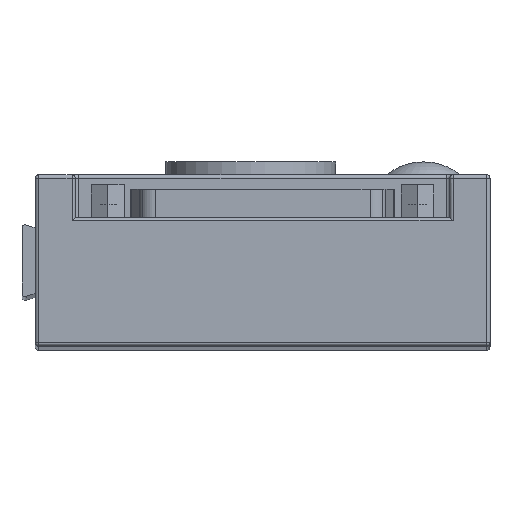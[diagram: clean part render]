
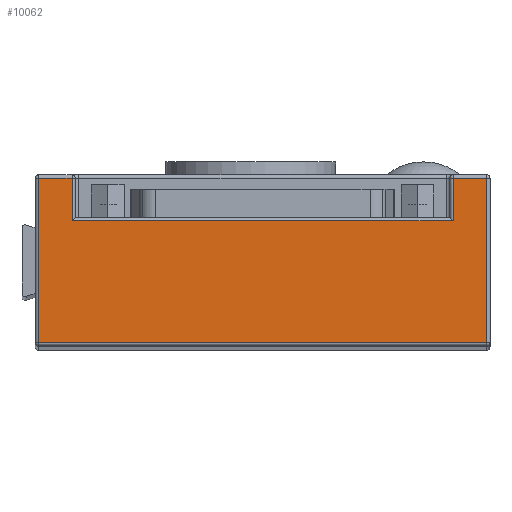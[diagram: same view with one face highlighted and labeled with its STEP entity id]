
A CAD part, top view. The second image highlights one B-rep face of the part: STEP entity #10062.
In plain terms, the highlighted planar face has unit normal (0, 0, 1).
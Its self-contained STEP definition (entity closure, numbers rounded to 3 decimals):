
#1704 = EDGE_CURVE ( 'NONE', #5383, #5384, #9904, .T. ) ;
#1705 = EDGE_CURVE ( 'NONE', #5384, #5385, #9906, .T. ) ;
#1706 = EDGE_CURVE ( 'NONE', #5385, #5386, #9908, .T. ) ;
#1707 = EDGE_CURVE ( 'NONE', #5386, #5387, #9910, .T. ) ;
#1708 = EDGE_CURVE ( 'NONE', #5387, #5388, #9912, .T. ) ;
#1709 = EDGE_CURVE ( 'NONE', #5388, #5389, #9914, .T. ) ;
#1710 = EDGE_CURVE ( 'NONE', #5389, #5390, #9916, .T. ) ;
#1711 = EDGE_CURVE ( 'NONE', #5390, #5383, #9918, .T. ) ;
#1970 = ORIENTED_EDGE ( 'NONE', *, *, #1704, .T. ) ;
#1971 = ORIENTED_EDGE ( 'NONE', *, *, #1705, .T. ) ;
#1972 = ORIENTED_EDGE ( 'NONE', *, *, #1706, .T. ) ;
#1973 = ORIENTED_EDGE ( 'NONE', *, *, #1707, .T. ) ;
#1974 = ORIENTED_EDGE ( 'NONE', *, *, #1708, .T. ) ;
#1975 = ORIENTED_EDGE ( 'NONE', *, *, #1709, .T. ) ;
#1976 = ORIENTED_EDGE ( 'NONE', *, *, #1710, .T. ) ;
#1977 = ORIENTED_EDGE ( 'NONE', *, *, #1711, .T. ) ;
#4143 = AXIS2_PLACEMENT_3D ( 'NONE', #7588, #7589, #7590 ) ;
#4960 = EDGE_LOOP ( 'NONE', ( #1970, #1971, #1972, #1973, #1974, #1975, #1976, #1977 ) ) ;
#5383 = VERTEX_POINT ( 'NONE', #6557 ) ;
#5384 = VERTEX_POINT ( 'NONE', #6558 ) ;
#5385 = VERTEX_POINT ( 'NONE', #6559 ) ;
#5386 = VERTEX_POINT ( 'NONE', #6560 ) ;
#5387 = VERTEX_POINT ( 'NONE', #6561 ) ;
#5388 = VERTEX_POINT ( 'NONE', #6562 ) ;
#5389 = VERTEX_POINT ( 'NONE', #6563 ) ;
#5390 = VERTEX_POINT ( 'NONE', #6564 ) ;
#6203 = CARTESIAN_POINT ( 'NONE',  ( -34.5, 12.5, 175.25 ) ) ;
#6204 = DIRECTION ( 'NONE',  ( -1., 0., 0. ) ) ;
#6205 = CARTESIAN_POINT ( 'NONE',  ( -34., -13., 175.25 ) ) ;
#6206 = DIRECTION ( 'NONE',  ( 0., -1., 0. ) ) ;
#6207 = CARTESIAN_POINT ( 'NONE',  ( 34.5, -12.5, 175.25 ) ) ;
#6208 = DIRECTION ( 'NONE',  ( 1., 0., 0. ) ) ;
#6209 = CARTESIAN_POINT ( 'NONE',  ( 34., 13., 175.25 ) ) ;
#6210 = DIRECTION ( 'NONE',  ( 0., 1., 0. ) ) ;
#6211 = CARTESIAN_POINT ( 'NONE',  ( 28.4, 12.5, 175.25 ) ) ;
#6212 = DIRECTION ( 'NONE',  ( -1., 0., 0. ) ) ;
#6213 = CARTESIAN_POINT ( 'NONE',  ( 28.9, 6.5, 175.25 ) ) ;
#6214 = DIRECTION ( 'NONE',  ( 0., -1., 0. ) ) ;
#6215 = CARTESIAN_POINT ( 'NONE',  ( -28.4, 6., 175.25 ) ) ;
#6216 = DIRECTION ( 'NONE',  ( -1., 0., 0. ) ) ;
#6217 = CARTESIAN_POINT ( 'NONE',  ( -28.9, 13., 175.25 ) ) ;
#6218 = DIRECTION ( 'NONE',  ( 0., 1., 0. ) ) ;
#6557 = CARTESIAN_POINT ( 'NONE',  ( -28.9, 12.5, 175.25 ) ) ;
#6558 = CARTESIAN_POINT ( 'NONE',  ( -34., 12.5, 175.25 ) ) ;
#6559 = CARTESIAN_POINT ( 'NONE',  ( -34., -12.5, 175.25 ) ) ;
#6560 = CARTESIAN_POINT ( 'NONE',  ( 34., -12.5, 175.25 ) ) ;
#6561 = CARTESIAN_POINT ( 'NONE',  ( 34., 12.5, 175.25 ) ) ;
#6562 = CARTESIAN_POINT ( 'NONE',  ( 28.9, 12.5, 175.25 ) ) ;
#6563 = CARTESIAN_POINT ( 'NONE',  ( 28.9, 6., 175.25 ) ) ;
#6564 = CARTESIAN_POINT ( 'NONE',  ( -28.9, 6., 175.25 ) ) ;
#7587 = PLANE ( 'NONE',  #4143 ) ;
#7588 = CARTESIAN_POINT ( 'NONE',  ( -34.5, 13., 175.25 ) ) ;
#7589 = DIRECTION ( 'NONE',  ( 0., 0., 1. ) ) ;
#7590 = DIRECTION ( 'NONE',  ( 1., 0., 0. ) ) ;
#7760 = FACE_OUTER_BOUND ( 'NONE', #4960, .T. ) ;
#9904 = LINE ( 'NONE', #6203, #9905 ) ;
#9905 = VECTOR ( 'NONE', #6204, 1000. ) ;
#9906 = LINE ( 'NONE', #6205, #9907 ) ;
#9907 = VECTOR ( 'NONE', #6206, 1000. ) ;
#9908 = LINE ( 'NONE', #6207, #9909 ) ;
#9909 = VECTOR ( 'NONE', #6208, 1000. ) ;
#9910 = LINE ( 'NONE', #6209, #9911 ) ;
#9911 = VECTOR ( 'NONE', #6210, 1000. ) ;
#9912 = LINE ( 'NONE', #6211, #9913 ) ;
#9913 = VECTOR ( 'NONE', #6212, 1000. ) ;
#9914 = LINE ( 'NONE', #6213, #9915 ) ;
#9915 = VECTOR ( 'NONE', #6214, 1000. ) ;
#9916 = LINE ( 'NONE', #6215, #9917 ) ;
#9917 = VECTOR ( 'NONE', #6216, 1000. ) ;
#9918 = LINE ( 'NONE', #6217, #9919 ) ;
#9919 = VECTOR ( 'NONE', #6218, 1000. ) ;
#10062 = ADVANCED_FACE ( 'NONE', ( #7760 ), #7587, .T. ) ;
